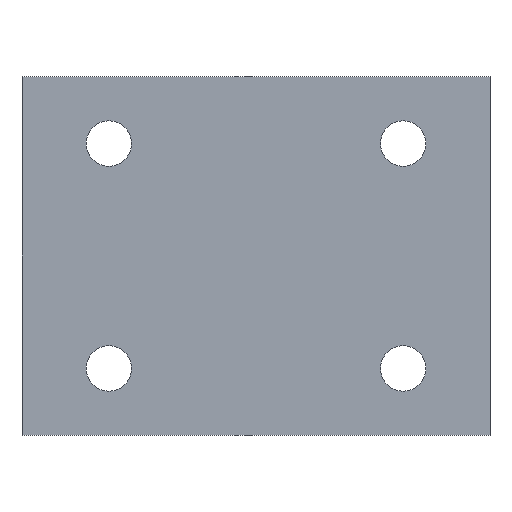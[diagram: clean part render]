
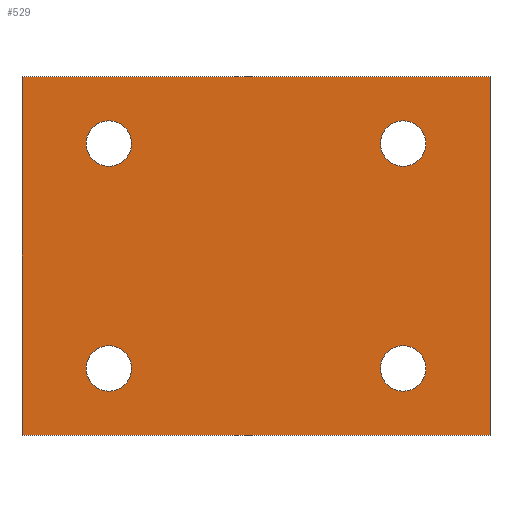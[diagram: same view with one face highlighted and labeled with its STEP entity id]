
A CAD part, front view. The second image highlights one B-rep face of the part: STEP entity #529.
In plain terms, the highlighted planar face has unit normal (0, -1, 0).
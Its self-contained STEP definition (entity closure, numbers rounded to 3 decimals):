
#7 = VERTEX_POINT ( 'NONE', #53 ) ;
#53 = CARTESIAN_POINT ( 'NONE',  ( 6.5, 0., -3.3 ) ) ;
#58 = EDGE_CURVE ( 'NONE', #1081, #357, #281, .T. ) ;
#61 = CIRCLE ( 'NONE', #1015, 1.7 ) ;
#62 = CARTESIAN_POINT ( 'NONE',  ( 6.5, 0., -20.12 ) ) ;
#63 = ORIENTED_EDGE ( 'NONE', *, *, #588, .T. ) ;
#84 = CARTESIAN_POINT ( 'NONE',  ( 28.5, 0., -21.82 ) ) ;
#94 = CARTESIAN_POINT ( 'NONE',  ( 28.5, 0., -5. ) ) ;
#97 = VECTOR ( 'NONE', #294, 1000. ) ;
#107 = EDGE_CURVE ( 'NONE', #285, #1091, #883, .T. ) ;
#120 = FACE_BOUND ( 'NONE', #705, .T. ) ;
#130 = CARTESIAN_POINT ( 'NONE',  ( 35., 0., 0. ) ) ;
#131 = FACE_BOUND ( 'NONE', #640, .T. ) ;
#135 = AXIS2_PLACEMENT_3D ( 'NONE', #903, #495, #755 ) ;
#151 = VERTEX_POINT ( 'NONE', #473 ) ;
#157 = CIRCLE ( 'NONE', #833, 1.7 ) ;
#164 = ORIENTED_EDGE ( 'NONE', *, *, #936, .T. ) ;
#172 = CIRCLE ( 'NONE', #873, 1.7 ) ;
#176 = CARTESIAN_POINT ( 'NONE',  ( 28.5, 0., -20.12 ) ) ;
#184 = CARTESIAN_POINT ( 'NONE',  ( 6.5, 0., -5. ) ) ;
#200 = VECTOR ( 'NONE', #602, 1000. ) ;
#203 = DIRECTION ( 'NONE',  ( 0., 0., -1. ) ) ;
#215 = DIRECTION ( 'NONE',  ( 0., 1., 0. ) ) ;
#234 = VERTEX_POINT ( 'NONE', #62 ) ;
#280 = CIRCLE ( 'NONE', #332, 1.7 ) ;
#281 = CIRCLE ( 'NONE', #614, 1.7 ) ;
#285 = VERTEX_POINT ( 'NONE', #1025 ) ;
#286 = EDGE_CURVE ( 'NONE', #1030, #234, #157, .T. ) ;
#289 = DIRECTION ( 'NONE',  ( 0., 0., 1. ) ) ;
#294 = DIRECTION ( 'NONE',  ( -1., 0., 0. ) ) ;
#311 = ORIENTED_EDGE ( 'NONE', *, *, #58, .T. ) ;
#315 = ORIENTED_EDGE ( 'NONE', *, *, #461, .T. ) ;
#323 = ORIENTED_EDGE ( 'NONE', *, *, #931, .T. ) ;
#330 = EDGE_LOOP ( 'NONE', ( #929, #496 ) ) ;
#331 = CARTESIAN_POINT ( 'NONE',  ( 6.5, 0., -23.52 ) ) ;
#332 = AXIS2_PLACEMENT_3D ( 'NONE', #184, #215, #289 ) ;
#357 = VERTEX_POINT ( 'NONE', #176 ) ;
#374 = DIRECTION ( 'NONE',  ( 0., 0., 1. ) ) ;
#388 = CARTESIAN_POINT ( 'NONE',  ( 6.5, 0., -21.82 ) ) ;
#391 = PLANE ( 'NONE',  #744 ) ;
#444 = DIRECTION ( 'NONE',  ( 0., 0., 1. ) ) ;
#452 = AXIS2_PLACEMENT_3D ( 'NONE', #608, #852, #790 ) ;
#458 = LINE ( 'NONE', #130, #497 ) ;
#461 = EDGE_CURVE ( 'NONE', #834, #7, #280, .T. ) ;
#465 = DIRECTION ( 'NONE',  ( 0., 1., 0. ) ) ;
#471 = FACE_BOUND ( 'NONE', #330, .T. ) ;
#473 = CARTESIAN_POINT ( 'NONE',  ( 28.5, 0., -3.3 ) ) ;
#493 = CARTESIAN_POINT ( 'NONE',  ( 35., 0., 0. ) ) ;
#495 = DIRECTION ( 'NONE',  ( 0., 1., 0. ) ) ;
#496 = ORIENTED_EDGE ( 'NONE', *, *, #780, .T. ) ;
#497 = VECTOR ( 'NONE', #203, 1000. ) ;
#526 = CIRCLE ( 'NONE', #1092, 1.7 ) ;
#529 = ADVANCED_FACE ( 'NONE', ( #131, #543, #120, #471, #808 ), #391, .F. ) ;
#533 = CARTESIAN_POINT ( 'NONE',  ( 6.5, 0., -21.82 ) ) ;
#543 = FACE_BOUND ( 'NONE', #655, .T. ) ;
#568 = ORIENTED_EDGE ( 'NONE', *, *, #286, .T. ) ;
#569 = CARTESIAN_POINT ( 'NONE',  ( 28.5, 0., -21.82 ) ) ;
#572 = DIRECTION ( 'NONE',  ( 0., 0., 1. ) ) ;
#573 = ORIENTED_EDGE ( 'NONE', *, *, #579, .T. ) ;
#579 = EDGE_CURVE ( 'NONE', #357, #1081, #526, .T. ) ;
#588 = EDGE_CURVE ( 'NONE', #7, #834, #692, .T. ) ;
#602 = DIRECTION ( 'NONE',  ( 0., 0., -1. ) ) ;
#608 = CARTESIAN_POINT ( 'NONE',  ( 28.5, 0., -5. ) ) ;
#614 = AXIS2_PLACEMENT_3D ( 'NONE', #569, #723, #649 ) ;
#637 = DIRECTION ( 'NONE',  ( 0., 1., 0. ) ) ;
#640 = EDGE_LOOP ( 'NONE', ( #63, #315 ) ) ;
#644 = CARTESIAN_POINT ( 'NONE',  ( 0., 0., -26.82 ) ) ;
#649 = DIRECTION ( 'NONE',  ( 0., 0., 1. ) ) ;
#655 = EDGE_LOOP ( 'NONE', ( #164, #568 ) ) ;
#659 = VERTEX_POINT ( 'NONE', #760 ) ;
#688 = LINE ( 'NONE', #783, #200 ) ;
#692 = CIRCLE ( 'NONE', #135, 1.7 ) ;
#696 = DIRECTION ( 'NONE',  ( 0., 1., 0. ) ) ;
#698 = CARTESIAN_POINT ( 'NONE',  ( 35., 0., 0. ) ) ;
#705 = EDGE_LOOP ( 'NONE', ( #573, #311 ) ) ;
#709 = ORIENTED_EDGE ( 'NONE', *, *, #1089, .F. ) ;
#723 = DIRECTION ( 'NONE',  ( 0., 1., 0. ) ) ;
#724 = EDGE_CURVE ( 'NONE', #659, #1091, #688, .T. ) ;
#739 = DIRECTION ( 'NONE',  ( -1., 0., 0. ) ) ;
#744 = AXIS2_PLACEMENT_3D ( 'NONE', #976, #465, #818 ) ;
#751 = EDGE_CURVE ( 'NONE', #151, #887, #172, .T. ) ;
#755 = DIRECTION ( 'NONE',  ( 0., 0., 1. ) ) ;
#760 = CARTESIAN_POINT ( 'NONE',  ( 0., 0., 0. ) ) ;
#771 = VERTEX_POINT ( 'NONE', #698 ) ;
#778 = DIRECTION ( 'NONE',  ( 0., 1., 0. ) ) ;
#780 = EDGE_CURVE ( 'NONE', #887, #151, #826, .T. ) ;
#783 = CARTESIAN_POINT ( 'NONE',  ( 0., 0., -22.498 ) ) ;
#790 = DIRECTION ( 'NONE',  ( 0., 0., 1. ) ) ;
#806 = LINE ( 'NONE', #493, #97 ) ;
#808 = FACE_OUTER_BOUND ( 'NONE', #859, .T. ) ;
#818 = DIRECTION ( 'NONE',  ( 0., 0., 1. ) ) ;
#826 = CIRCLE ( 'NONE', #452, 1.7 ) ;
#833 = AXIS2_PLACEMENT_3D ( 'NONE', #533, #696, #444 ) ;
#834 = VERTEX_POINT ( 'NONE', #1063 ) ;
#852 = DIRECTION ( 'NONE',  ( 0., 1., 0. ) ) ;
#859 = EDGE_LOOP ( 'NONE', ( #1003, #992, #709, #323 ) ) ;
#867 = DIRECTION ( 'NONE',  ( 0., 0., 1. ) ) ;
#873 = AXIS2_PLACEMENT_3D ( 'NONE', #94, #778, #867 ) ;
#883 = LINE ( 'NONE', #983, #945 ) ;
#887 = VERTEX_POINT ( 'NONE', #975 ) ;
#903 = CARTESIAN_POINT ( 'NONE',  ( 6.5, 0., -5. ) ) ;
#929 = ORIENTED_EDGE ( 'NONE', *, *, #751, .T. ) ;
#931 = EDGE_CURVE ( 'NONE', #771, #659, #806, .T. ) ;
#936 = EDGE_CURVE ( 'NONE', #234, #1030, #61, .T. ) ;
#945 = VECTOR ( 'NONE', #739, 1000. ) ;
#975 = CARTESIAN_POINT ( 'NONE',  ( 28.5, 0., -6.7 ) ) ;
#976 = CARTESIAN_POINT ( 'NONE',  ( 35., 0., -22.498 ) ) ;
#981 = DIRECTION ( 'NONE',  ( 0., 1., 0. ) ) ;
#983 = CARTESIAN_POINT ( 'NONE',  ( 35., 0., -26.82 ) ) ;
#992 = ORIENTED_EDGE ( 'NONE', *, *, #107, .F. ) ;
#1003 = ORIENTED_EDGE ( 'NONE', *, *, #724, .T. ) ;
#1015 = AXIS2_PLACEMENT_3D ( 'NONE', #388, #637, #374 ) ;
#1025 = CARTESIAN_POINT ( 'NONE',  ( 35., 0., -26.82 ) ) ;
#1030 = VERTEX_POINT ( 'NONE', #331 ) ;
#1063 = CARTESIAN_POINT ( 'NONE',  ( 6.5, 0., -6.7 ) ) ;
#1081 = VERTEX_POINT ( 'NONE', #1096 ) ;
#1089 = EDGE_CURVE ( 'NONE', #771, #285, #458, .T. ) ;
#1091 = VERTEX_POINT ( 'NONE', #644 ) ;
#1092 = AXIS2_PLACEMENT_3D ( 'NONE', #84, #981, #572 ) ;
#1096 = CARTESIAN_POINT ( 'NONE',  ( 28.5, 0., -23.52 ) ) ;
